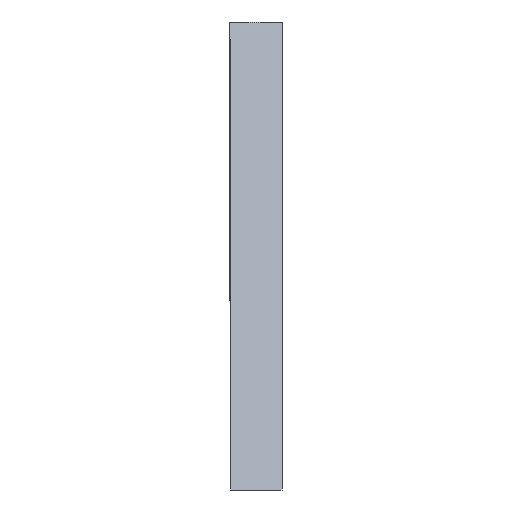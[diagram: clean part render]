
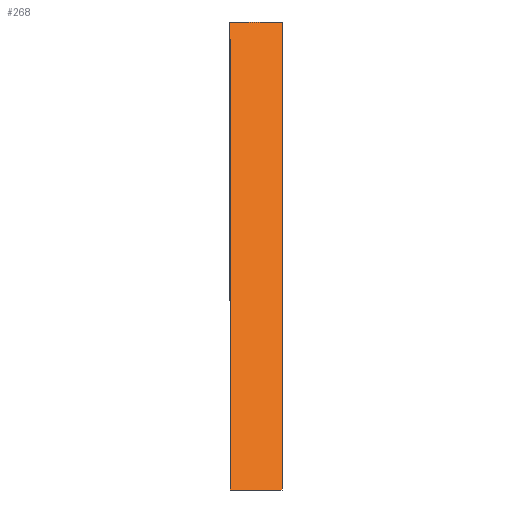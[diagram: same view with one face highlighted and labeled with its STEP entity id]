
A CAD part, front view. The second image highlights one B-rep face of the part: STEP entity #268.
In plain terms, the highlighted free-form (B-spline) face has degree [1, 1] with [2, 2] control points.
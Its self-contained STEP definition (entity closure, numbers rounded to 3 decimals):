
#62 = VERTEX_POINT('',#63);
#63 = CARTESIAN_POINT('',(0.,-271.711,-50.));
#103 = VERTEX_POINT('',#104);
#104 = CARTESIAN_POINT('',(0.,-208.071,-5.));
#110 = EDGE_CURVE('',#103,#62,#111,.T.);
#111 = B_SPLINE_CURVE_WITH_KNOTS('',7,(#112,#113,#114,#115,#116,#117,
    #118,#119,#120,#121,#122,#123,#124,#125,#126,#127,#128,#129,#130,
    #131),.UNSPECIFIED.,.F.,.F.,(8,6,6,8),(0.,0.008,
    0.492,1.),.UNSPECIFIED.);
#112 = CARTESIAN_POINT('',(0.,-208.071,-5.));
#113 = CARTESIAN_POINT('',(0.,-208.141,-5.05));
#114 = CARTESIAN_POINT('',(0.,-208.212,-5.099));
#115 = CARTESIAN_POINT('',(0.,-208.282,-5.149));
#116 = CARTESIAN_POINT('',(0.,-208.352,-5.199));
#117 = CARTESIAN_POINT('',(0.,-208.423,-5.249));
#118 = CARTESIAN_POINT('',(0.,-208.493,-5.298));
#119 = CARTESIAN_POINT('',(0.,-213.09,-8.549));
#120 = CARTESIAN_POINT('',(0.,-217.606,-11.742));
#121 = CARTESIAN_POINT('',(0.,-222.108,-14.926));
#122 = CARTESIAN_POINT('',(0.,-226.597,-18.1));
#123 = CARTESIAN_POINT('',(0.,-231.068,-21.261));
#124 = CARTESIAN_POINT('',(0.,-235.519,-24.409));
#125 = CARTESIAN_POINT('',(0.,-244.589,-30.822));
#126 = CARTESIAN_POINT('',(0.,-249.204,-34.086));
#127 = CARTESIAN_POINT('',(0.,-253.79,-37.328));
#128 = CARTESIAN_POINT('',(0.,-258.341,-40.546));
#129 = CARTESIAN_POINT('',(0.,-262.85,-43.734));
#130 = CARTESIAN_POINT('',(0.,-267.309,-46.888));
#131 = CARTESIAN_POINT('',(0.,-271.711,-50.));
#166 = VERTEX_POINT('',#167);
#167 = CARTESIAN_POINT('',(5.,-266.711,-50.));
#200 = VERTEX_POINT('',#201);
#201 = CARTESIAN_POINT('',(5.,-203.071,-5.));
#207 = EDGE_CURVE('',#200,#166,#208,.T.);
#208 = B_SPLINE_CURVE_WITH_KNOTS('',7,(#209,#210,#211,#212,#213,#214,
    #215,#216,#217,#218,#219,#220,#221,#222,#223,#224,#225,#226,#227,
    #228),.UNSPECIFIED.,.F.,.F.,(8,6,6,8),(0.,0.007,
    0.49,1.),.UNSPECIFIED.);
#209 = CARTESIAN_POINT('',(5.,-203.071,-5.));
#210 = CARTESIAN_POINT('',(5.,-203.141,-5.05));
#211 = CARTESIAN_POINT('',(5.,-203.212,-5.099));
#212 = CARTESIAN_POINT('',(5.,-203.282,-5.149));
#213 = CARTESIAN_POINT('',(5.,-203.352,-5.199));
#214 = CARTESIAN_POINT('',(5.,-203.423,-5.249));
#215 = CARTESIAN_POINT('',(5.,-203.493,-5.298));
#216 = CARTESIAN_POINT('',(5.,-208.102,-8.557));
#217 = CARTESIAN_POINT('',(5.,-212.625,-11.756));
#218 = CARTESIAN_POINT('',(5.,-217.133,-14.943));
#219 = CARTESIAN_POINT('',(5.,-221.623,-18.118));
#220 = CARTESIAN_POINT('',(5.,-226.091,-21.277));
#221 = CARTESIAN_POINT('',(5.,-230.533,-24.419));
#222 = CARTESIAN_POINT('',(5.,-239.615,-30.84));
#223 = CARTESIAN_POINT('',(5.,-244.249,-34.117));
#224 = CARTESIAN_POINT('',(5.,-248.846,-37.368));
#225 = CARTESIAN_POINT('',(5.,-253.399,-40.587));
#226 = CARTESIAN_POINT('',(5.,-257.9,-43.77));
#227 = CARTESIAN_POINT('',(5.,-262.34,-46.91));
#228 = CARTESIAN_POINT('',(5.,-266.711,-50.));
#256 = EDGE_CURVE('',#62,#166,#257,.T.);
#257 = LINE('',#258,#259);
#258 = CARTESIAN_POINT('',(-63.645,-335.355,-50.));
#259 = VECTOR('',#260,1.);
#260 = DIRECTION('',(0.707,0.707,0.));
#268 = ADVANCED_FACE('',(#269),#279,.F.);
#269 = FACE_BOUND('',#270,.F.);
#270 = EDGE_LOOP('',(#271,#272,#273,#278));
#271 = ORIENTED_EDGE('',*,*,#256,.F.);
#272 = ORIENTED_EDGE('',*,*,#110,.F.);
#273 = ORIENTED_EDGE('',*,*,#274,.F.);
#274 = EDGE_CURVE('',#200,#103,#275,.T.);
#275 = B_SPLINE_CURVE_WITH_KNOTS('',1,(#276,#277),.UNSPECIFIED.,.F.,.F.,
  (2,2),(0.,1.),.PIECEWISE_BEZIER_KNOTS.);
#276 = CARTESIAN_POINT('',(5.,-203.071,-5.));
#277 = CARTESIAN_POINT('',(0.,-208.071,-5.));
#278 = ORIENTED_EDGE('',*,*,#207,.T.);
#279 = B_SPLINE_SURFACE_WITH_KNOTS('',1,1,(
    (#280,#281)
    ,(#282,#283
    )),.UNSPECIFIED.,.F.,.F.,.F.,(2,2),(2,2),(0.,296.985),(0.,1.
    ),.PIECEWISE_BEZIER_KNOTS.);
#280 = CARTESIAN_POINT('',(-99.,-300.,0.));
#281 = CARTESIAN_POINT('',(-78.289,-350.,-50.));
#282 = CARTESIAN_POINT('',(111.,-90.,0.));
#283 = CARTESIAN_POINT('',(61.,-210.711,-50.));
